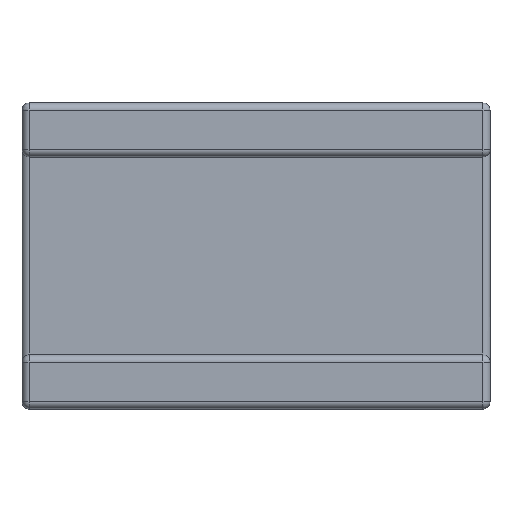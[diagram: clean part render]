
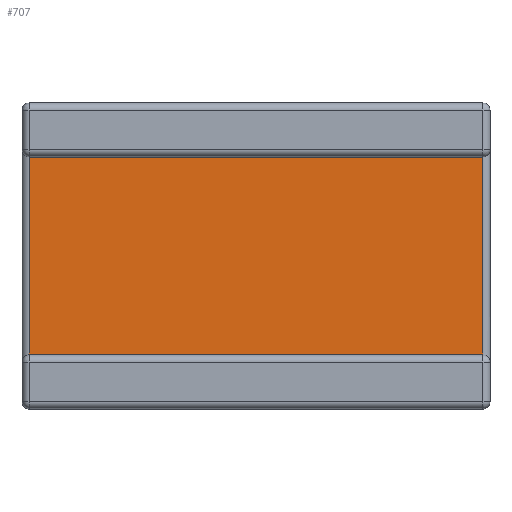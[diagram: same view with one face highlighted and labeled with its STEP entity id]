
A CAD part, top view. The second image highlights one B-rep face of the part: STEP entity #707.
In plain terms, the highlighted planar face has unit normal (0, 0, 1).
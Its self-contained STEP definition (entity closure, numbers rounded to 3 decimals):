
#21=PLANE('',#803);
#103=FACE_OUTER_BOUND('',#151,.T.);
#151=EDGE_LOOP('',(#573,#574,#575,#576));
#182=LINE('',#1084,#242);
#202=LINE('',#1176,#262);
#220=LINE('',#1209,#280);
#223=LINE('',#1219,#283);
#242=VECTOR('',#850,10.);
#262=VECTOR('',#956,10.);
#280=VECTOR('',#996,10.);
#283=VECTOR('',#1005,10.);
#306=VERTEX_POINT('',#1081);
#307=VERTEX_POINT('',#1083);
#333=VERTEX_POINT('',#1166);
#336=VERTEX_POINT('',#1174);
#364=EDGE_CURVE('',#306,#307,#182,.T.);
#410=EDGE_CURVE('',#336,#333,#202,.T.);
#430=EDGE_CURVE('',#333,#306,#220,.T.);
#435=EDGE_CURVE('',#307,#336,#223,.T.);
#573=ORIENTED_EDGE('',*,*,#364,.F.);
#574=ORIENTED_EDGE('',*,*,#430,.F.);
#575=ORIENTED_EDGE('',*,*,#410,.F.);
#576=ORIENTED_EDGE('',*,*,#435,.F.);
#707=ADVANCED_FACE('',(#103),#21,.F.);
#803=AXIS2_PLACEMENT_3D('',#1218,#1003,#1004);
#850=DIRECTION('',(0.,-1.,0.));
#956=DIRECTION('',(0.,1.,0.));
#996=DIRECTION('',(1.,0.,0.));
#1003=DIRECTION('center_axis',(0.,0.,-1.));
#1004=DIRECTION('ref_axis',(-1.,0.,0.));
#1005=DIRECTION('',(-1.,0.,0.));
#1081=CARTESIAN_POINT('',(63.,27.5,10.));
#1083=CARTESIAN_POINT('',(63.,-27.5,10.));
#1084=CARTESIAN_POINT('',(63.,-13.75,10.));
#1166=CARTESIAN_POINT('',(-63.,27.5,10.));
#1174=CARTESIAN_POINT('',(-63.,-27.5,10.));
#1176=CARTESIAN_POINT('',(-63.,13.75,10.));
#1209=CARTESIAN_POINT('',(32.5,27.5,10.));
#1218=CARTESIAN_POINT('Origin',(0.,0.,
10.));
#1219=CARTESIAN_POINT('',(-32.5,-27.5,10.));
